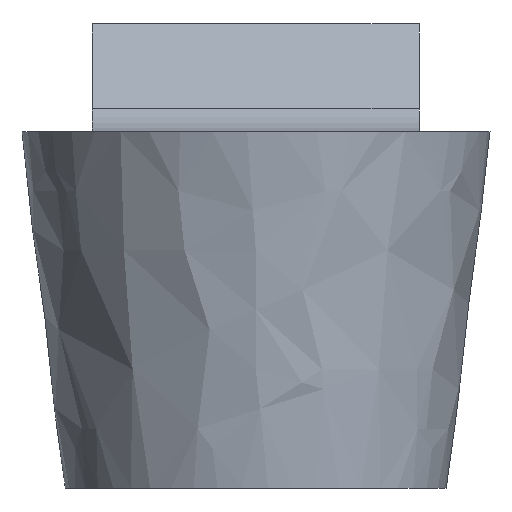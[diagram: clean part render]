
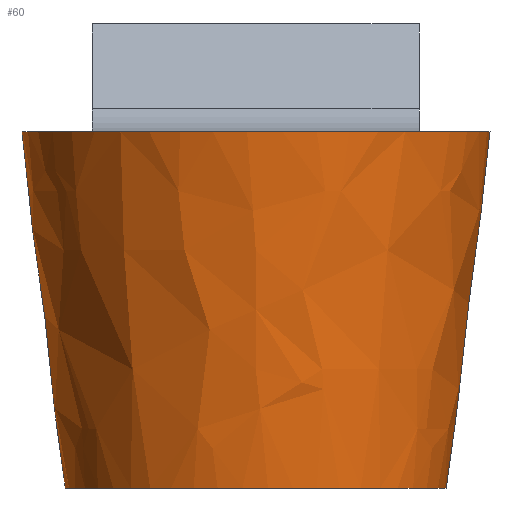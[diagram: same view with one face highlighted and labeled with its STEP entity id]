
A CAD part, front view. The second image highlights one B-rep face of the part: STEP entity #60.
In plain terms, the highlighted free-form (B-spline) face has degree [4, 3] with [11, 4] control points.
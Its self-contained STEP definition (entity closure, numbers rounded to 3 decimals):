
#36=(
BOUNDED_SURFACE()
B_SPLINE_SURFACE(4,3,((#741,#742,#743,#744),(#745,#746,#747,#748),(#749,
#750,#751,#752),(#753,#754,#755,#756),(#757,#758,#759,#760),(#761,#762,
#763,#764),(#765,#766,#767,#768),(#769,#770,#771,#772),(#773,#774,#775,
#776),(#777,#778,#779,#780),(#781,#782,#783,#784)),.UNSPECIFIED.,.F.,.F.,
 .F.)
B_SPLINE_SURFACE_WITH_KNOTS((5,3,3,5),(4,4),(0.,0.333,0.667,
1.),(0.,1.),.UNSPECIFIED.)
GEOMETRIC_REPRESENTATION_ITEM()
RATIONAL_B_SPLINE_SURFACE(((1.003,1.003,1.003,
1.003),(1.003,1.003,1.003,1.003),
(0.976,0.976,0.976,0.976),
(1.003,1.003,1.003,1.003),(1.003,
1.003,1.003,1.003),(0.976,0.976,
0.976,0.976),(1.003,1.003,1.003,
1.003),(1.003,1.003,1.003,1.003),
(0.976,0.976,0.976,0.976),
(1.003,1.003,1.003,1.003),(1.003,
1.003,1.003,1.003)))
REPRESENTATION_ITEM('')
SURFACE()
);
#39=(
BOUNDED_CURVE()
B_SPLINE_CURVE(3,(#735,#736,#737,#738),.UNSPECIFIED.,.F.,.F.)
B_SPLINE_CURVE_WITH_KNOTS((4,4),(0.,1.),.UNSPECIFIED.)
CURVE()
GEOMETRIC_REPRESENTATION_ITEM()
RATIONAL_B_SPLINE_CURVE((1.003,1.003,1.003,
1.003))
REPRESENTATION_ITEM('')
);
#60=ADVANCED_FACE('',(#93),#36,.F.);
#93=FACE_OUTER_BOUND('',#113,.T.);
#113=EDGE_LOOP('',(#215,#216,#217,#218));
#215=ORIENTED_EDGE('',*,*,#314,.F.);
#216=ORIENTED_EDGE('',*,*,#321,.T.);
#217=ORIENTED_EDGE('',*,*,#294,.F.);
#218=ORIENTED_EDGE('',*,*,#320,.F.);
#257=VERTEX_POINT('',#633);
#258=VERTEX_POINT('',#644);
#266=VERTEX_POINT('',#686);
#267=VERTEX_POINT('',#699);
#294=EDGE_CURVE('',#257,#258,#405,.T.);
#314=EDGE_CURVE('',#266,#267,#408,.T.);
#320=EDGE_CURVE('',#267,#257,#39,.T.);
#321=EDGE_CURVE('',#266,#258,#357,.T.);
#357=LINE('',#740,#392);
#392=VECTOR('',#541,1.);
#405=B_SPLINE_CURVE_WITH_KNOTS('',3,(#634,#635,#636,#637,#638,#639,#640,
#641,#642,#643),.UNSPECIFIED.,.F.,.F.,(4,2,2,2,4),(0.,0.25,0.5,0.75,1.),
 .UNSPECIFIED.);
#408=B_SPLINE_CURVE_WITH_KNOTS('',3,(#687,#688,#689,#690,#691,#692,#693,
#694,#695,#696,#697,#698),.UNSPECIFIED.,.F.,.F.,(4,2,2,2,2,4),(0.,0.25,
0.5,0.625,0.75,1.),.UNSPECIFIED.);
#541=DIRECTION('',(0.115,-0.042,-0.993));
#633=CARTESIAN_POINT('',(2.314,3.357,-4.584));
#634=CARTESIAN_POINT('',(2.314,3.357,-4.584));
#635=CARTESIAN_POINT('',(2.569,2.655,-4.584));
#636=CARTESIAN_POINT('',(2.46,1.724,-4.584));
#637=CARTESIAN_POINT('',(1.55,0.448,-4.584));
#638=CARTESIAN_POINT('',(0.813,0.053,-4.584));
#639=CARTESIAN_POINT('',(-0.813,0.053,-4.584));
#640=CARTESIAN_POINT('',(-1.541,0.435,-4.584));
#641=CARTESIAN_POINT('',(-2.469,1.737,-4.584));
#642=CARTESIAN_POINT('',(-2.57,2.652,-4.584));
#643=CARTESIAN_POINT('',(-2.314,3.357,-4.584));
#644=CARTESIAN_POINT('',(-2.314,3.357,-4.584));
#686=CARTESIAN_POINT('',(-2.843,3.55,0.));
#687=CARTESIAN_POINT('',(-2.843,3.55,0.));
#688=CARTESIAN_POINT('',(-3.157,2.686,0.));
#689=CARTESIAN_POINT('',(-3.022,1.544,0.));
#690=CARTESIAN_POINT('',(-1.904,-0.025,0.));
#691=CARTESIAN_POINT('',(-1.,-0.51,0.));
#692=CARTESIAN_POINT('',(0.5,-0.51,0.));
#693=CARTESIAN_POINT('',(1.006,-0.375,0.));
#694=CARTESIAN_POINT('',(1.826,0.059,0.));
#695=CARTESIAN_POINT('',(2.178,0.359,0.));
#696=CARTESIAN_POINT('',(3.034,1.559,0.));
#697=CARTESIAN_POINT('',(3.158,2.683,0.));
#698=CARTESIAN_POINT('',(2.843,3.55,0.));
#699=CARTESIAN_POINT('',(2.843,3.55,0.));
#735=CARTESIAN_POINT('',(2.843,3.55,0.));
#736=CARTESIAN_POINT('',(2.666,3.485,-1.528));
#737=CARTESIAN_POINT('',(2.49,3.421,-3.056));
#738=CARTESIAN_POINT('',(2.314,3.357,-4.584));
#740=CARTESIAN_POINT('',(-2.578,3.453,-2.292));
#741=CARTESIAN_POINT('',(-2.843,3.55,0.));
#742=CARTESIAN_POINT('',(-2.666,3.485,-1.528));
#743=CARTESIAN_POINT('',(-2.49,3.421,-3.056));
#744=CARTESIAN_POINT('',(-2.314,3.357,-4.584));
#745=CARTESIAN_POINT('',(-3.151,2.701,0.));
#746=CARTESIAN_POINT('',(-2.956,2.689,-1.528));
#747=CARTESIAN_POINT('',(-2.761,2.678,-3.056));
#748=CARTESIAN_POINT('',(-2.565,2.666,-4.584));
#749=CARTESIAN_POINT('',(-3.172,1.565,0.));
#750=CARTESIAN_POINT('',(-2.975,1.624,-1.528));
#751=CARTESIAN_POINT('',(-2.778,1.683,-3.056));
#752=CARTESIAN_POINT('',(-2.582,1.742,-4.584));
#753=CARTESIAN_POINT('',(-2.531,0.628,0.));
#754=CARTESIAN_POINT('',(-2.374,0.745,-1.528));
#755=CARTESIAN_POINT('',(-2.217,0.862,-3.056));
#756=CARTESIAN_POINT('',(-2.06,0.979,-4.584));
#757=CARTESIAN_POINT('',(-1.082,-0.451,0.));
#758=CARTESIAN_POINT('',(-1.015,-0.267,-1.528));
#759=CARTESIAN_POINT('',(-0.948,-0.083,-3.056));
#760=CARTESIAN_POINT('',(-0.881,0.101,-4.584));
#761=CARTESIAN_POINT('',(0.,-0.796,0.));
#762=CARTESIAN_POINT('',(0.,-0.591,-1.528));
#763=CARTESIAN_POINT('',(0.,-0.385,-3.056));
#764=CARTESIAN_POINT('',(0.,-0.18,-4.584));
#765=CARTESIAN_POINT('',(1.082,-0.451,0.));
#766=CARTESIAN_POINT('',(1.015,-0.267,-1.528));
#767=CARTESIAN_POINT('',(0.948,-0.083,-3.056));
#768=CARTESIAN_POINT('',(0.881,0.101,-4.584));
#769=CARTESIAN_POINT('',(2.531,0.628,0.));
#770=CARTESIAN_POINT('',(2.374,0.745,-1.528));
#771=CARTESIAN_POINT('',(2.217,0.862,-3.056));
#772=CARTESIAN_POINT('',(2.06,0.979,-4.584));
#773=CARTESIAN_POINT('',(3.172,1.565,0.));
#774=CARTESIAN_POINT('',(2.975,1.624,-1.528));
#775=CARTESIAN_POINT('',(2.778,1.683,-3.056));
#776=CARTESIAN_POINT('',(2.582,1.742,-4.584));
#777=CARTESIAN_POINT('',(3.151,2.701,0.));
#778=CARTESIAN_POINT('',(2.956,2.689,-1.528));
#779=CARTESIAN_POINT('',(2.761,2.678,-3.056));
#780=CARTESIAN_POINT('',(2.565,2.666,-4.584));
#781=CARTESIAN_POINT('',(2.843,3.55,0.));
#782=CARTESIAN_POINT('',(2.666,3.485,-1.528));
#783=CARTESIAN_POINT('',(2.49,3.421,-3.056));
#784=CARTESIAN_POINT('',(2.314,3.357,-4.584));
